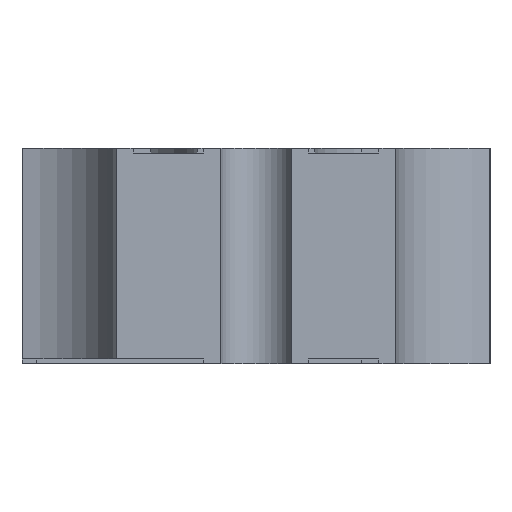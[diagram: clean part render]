
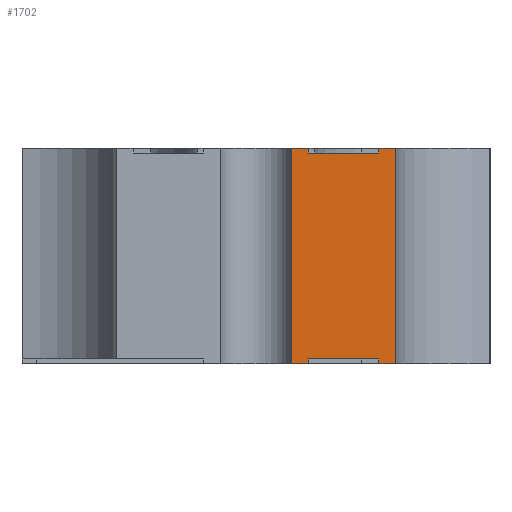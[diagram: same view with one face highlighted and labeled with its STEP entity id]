
A CAD part, left-side view. The second image highlights one B-rep face of the part: STEP entity #1702.
In plain terms, the highlighted planar face has unit normal (-1, 0, 0).
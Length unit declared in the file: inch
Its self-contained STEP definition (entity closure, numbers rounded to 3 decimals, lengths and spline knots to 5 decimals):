
#74 = DIRECTION ( 'NONE',  ( 0., 1., 0. ) ) ;
#296 = EDGE_CURVE ( 'NONE', #708, #7065, #10526, .T. ) ;
#387 = CARTESIAN_POINT ( 'NONE',  ( -0.28, -0.01497, 0. ) ) ;
#514 = CARTESIAN_POINT ( 'NONE',  ( -0.28, -0.0525, 0.002 ) ) ;
#515 = VERTEX_POINT ( 'NONE', #9075 ) ;
#556 = LINE ( 'NONE', #5786, #8197 ) ;
#641 = LINE ( 'NONE', #4840, #3962 ) ;
#708 = VERTEX_POINT ( 'NONE', #12783 ) ;
#944 = LINE ( 'NONE', #5912, #7536 ) ;
#1136 = CARTESIAN_POINT ( 'NONE',  ( -0.28, -0.0225, 0.09 ) ) ;
#1259 = CARTESIAN_POINT ( 'NONE',  ( -0.28, -0.0525, 0. ) ) ;
#1267 = EDGE_LOOP ( 'NONE', ( #7504, #3520, #11646, #12737, #9793, #7012, #6130, #10326, #8161, #12561, #13466, #8966 ) ) ;
#1540 = VERTEX_POINT ( 'NONE', #3761 ) ;
#1594 = VERTEX_POINT ( 'NONE', #13564 ) ;
#1702 = ADVANCED_FACE ( 'NONE', ( #7565 ), #10534, .T. ) ;
#2040 = EDGE_CURVE ( 'NONE', #7902, #1594, #7412, .T. ) ;
#2112 = CARTESIAN_POINT ( 'NONE',  ( -0.28, -0.05968, 0. ) ) ;
#2142 = VECTOR ( 'NONE', #8207, 39.37008 ) ;
#2182 = DIRECTION ( 'NONE',  ( 0., -1., 0. ) ) ;
#2607 = VERTEX_POINT ( 'NONE', #8962 ) ;
#2683 = LINE ( 'NONE', #4743, #2765 ) ;
#2765 = VECTOR ( 'NONE', #6670, 39.37008 ) ;
#2814 = LINE ( 'NONE', #7006, #13579 ) ;
#2820 = DIRECTION ( 'NONE',  ( 0., 0., -1. ) ) ;
#3210 = VERTEX_POINT ( 'NONE', #9221 ) ;
#3520 = ORIENTED_EDGE ( 'NONE', *, *, #7960, .T. ) ;
#3761 = CARTESIAN_POINT ( 'NONE',  ( -0.28, -0.0225, 0.09 ) ) ;
#3836 = VECTOR ( 'NONE', #6323, 39.37008 ) ;
#3962 = VECTOR ( 'NONE', #9097, 39.37008 ) ;
#4300 = CARTESIAN_POINT ( 'NONE',  ( -0.28, -0.01497, 0.092 ) ) ;
#4318 = EDGE_CURVE ( 'NONE', #10572, #1594, #6742, .T. ) ;
#4696 = EDGE_CURVE ( 'NONE', #3210, #1540, #12507, .T. ) ;
#4743 = CARTESIAN_POINT ( 'NONE',  ( -0.28, -0.0525, 0.09 ) ) ;
#4840 = CARTESIAN_POINT ( 'NONE',  ( -0.28, -0.01497, 0.09 ) ) ;
#5178 = EDGE_CURVE ( 'NONE', #3210, #515, #2683, .T. ) ;
#5346 = DIRECTION ( 'NONE',  ( 0., 1., 0. ) ) ;
#5471 = LINE ( 'NONE', #2112, #12155 ) ;
#5569 = LINE ( 'NONE', #7699, #10274 ) ;
#5786 = CARTESIAN_POINT ( 'NONE',  ( -0.28, 0.104, 0.002 ) ) ;
#5912 = CARTESIAN_POINT ( 'NONE',  ( -0.28, -0.0525, 0.14046 ) ) ;
#6130 = ORIENTED_EDGE ( 'NONE', *, *, #4696, .T. ) ;
#6323 = DIRECTION ( 'NONE',  ( 0., -1., 0. ) ) ;
#6366 = EDGE_CURVE ( 'NONE', #10572, #515, #5569, .T. ) ;
#6414 = VECTOR ( 'NONE', #6603, 39.37008 ) ;
#6530 = EDGE_CURVE ( 'NONE', #10420, #2607, #2814, .T. ) ;
#6603 = DIRECTION ( 'NONE',  ( 0., 0., -1. ) ) ;
#6670 = DIRECTION ( 'NONE',  ( 0., 0., 1. ) ) ;
#6742 = LINE ( 'NONE', #8930, #6414 ) ;
#6882 = DIRECTION ( 'NONE',  ( 0., 1., 0. ) ) ;
#7006 = CARTESIAN_POINT ( 'NONE',  ( -0.28, -0.0225, 0.14046 ) ) ;
#7012 = ORIENTED_EDGE ( 'NONE', *, *, #5178, .F. ) ;
#7065 = VERTEX_POINT ( 'NONE', #4300 ) ;
#7338 = AXIS2_PLACEMENT_3D ( 'NONE', #7428, #10670, #9635 ) ;
#7412 = LINE ( 'NONE', #11615, #3836 ) ;
#7428 = CARTESIAN_POINT ( 'NONE',  ( -0.28, 0.104, 0.09 ) ) ;
#7442 = EDGE_CURVE ( 'NONE', #1540, #708, #10546, .T. ) ;
#7504 = ORIENTED_EDGE ( 'NONE', *, *, #8036, .F. ) ;
#7536 = VECTOR ( 'NONE', #2820, 39.37008 ) ;
#7565 = FACE_OUTER_BOUND ( 'NONE', #1267, .T. ) ;
#7699 = CARTESIAN_POINT ( 'NONE',  ( -0.28, 0.10399, 0.092 ) ) ;
#7700 = CARTESIAN_POINT ( 'NONE',  ( -0.28, -0.05968, 0.092 ) ) ;
#7902 = VERTEX_POINT ( 'NONE', #1259 ) ;
#7960 = EDGE_CURVE ( 'NONE', #8644, #7902, #944, .T. ) ;
#8036 = EDGE_CURVE ( 'NONE', #8644, #10420, #556, .T. ) ;
#8161 = ORIENTED_EDGE ( 'NONE', *, *, #296, .T. ) ;
#8182 = EDGE_CURVE ( 'NONE', #13160, #2607, #5471, .T. ) ;
#8197 = VECTOR ( 'NONE', #6882, 39.37008 ) ;
#8207 = DIRECTION ( 'NONE',  ( 0., 0., 1. ) ) ;
#8644 = VERTEX_POINT ( 'NONE', #514 ) ;
#8930 = CARTESIAN_POINT ( 'NONE',  ( -0.28, -0.05968, 0.09 ) ) ;
#8962 = CARTESIAN_POINT ( 'NONE',  ( -0.28, -0.0225, 0. ) ) ;
#8966 = ORIENTED_EDGE ( 'NONE', *, *, #6530, .F. ) ;
#9075 = CARTESIAN_POINT ( 'NONE',  ( -0.28, -0.0525, 0.092 ) ) ;
#9097 = DIRECTION ( 'NONE',  ( 0., 0., -1. ) ) ;
#9221 = CARTESIAN_POINT ( 'NONE',  ( -0.28, -0.0525, 0.09 ) ) ;
#9497 = CARTESIAN_POINT ( 'NONE',  ( -0.28, 0.10399, 0.092 ) ) ;
#9610 = DIRECTION ( 'NONE',  ( 0., 0., -1. ) ) ;
#9635 = DIRECTION ( 'NONE',  ( 0., 0., 1. ) ) ;
#9793 = ORIENTED_EDGE ( 'NONE', *, *, #6366, .T. ) ;
#10146 = VECTOR ( 'NONE', #5346, 39.37008 ) ;
#10274 = VECTOR ( 'NONE', #11900, 39.37008 ) ;
#10326 = ORIENTED_EDGE ( 'NONE', *, *, #7442, .T. ) ;
#10420 = VERTEX_POINT ( 'NONE', #10457 ) ;
#10457 = CARTESIAN_POINT ( 'NONE',  ( -0.28, -0.0225, 0.002 ) ) ;
#10526 = LINE ( 'NONE', #9497, #11833 ) ;
#10534 = PLANE ( 'NONE',  #7338 ) ;
#10546 = LINE ( 'NONE', #1136, #2142 ) ;
#10572 = VERTEX_POINT ( 'NONE', #7700 ) ;
#10670 = DIRECTION ( 'NONE',  ( -1., 0., 0. ) ) ;
#11615 = CARTESIAN_POINT ( 'NONE',  ( -0.28, -0.05968, 0. ) ) ;
#11646 = ORIENTED_EDGE ( 'NONE', *, *, #2040, .T. ) ;
#11833 = VECTOR ( 'NONE', #74, 39.37008 ) ;
#11900 = DIRECTION ( 'NONE',  ( 0., 1., 0. ) ) ;
#12155 = VECTOR ( 'NONE', #2182, 39.37008 ) ;
#12462 = EDGE_CURVE ( 'NONE', #7065, #13160, #641, .T. ) ;
#12507 = LINE ( 'NONE', #12776, #10146 ) ;
#12561 = ORIENTED_EDGE ( 'NONE', *, *, #12462, .T. ) ;
#12737 = ORIENTED_EDGE ( 'NONE', *, *, #4318, .F. ) ;
#12776 = CARTESIAN_POINT ( 'NONE',  ( -0.28, 0.104, 0.09 ) ) ;
#12783 = CARTESIAN_POINT ( 'NONE',  ( -0.28, -0.0225, 0.092 ) ) ;
#13160 = VERTEX_POINT ( 'NONE', #387 ) ;
#13466 = ORIENTED_EDGE ( 'NONE', *, *, #8182, .T. ) ;
#13564 = CARTESIAN_POINT ( 'NONE',  ( -0.28, -0.05968, 0. ) ) ;
#13579 = VECTOR ( 'NONE', #9610, 39.37008 ) ;
